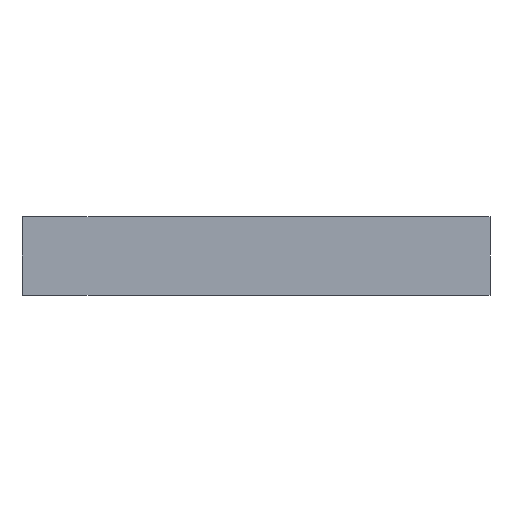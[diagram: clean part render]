
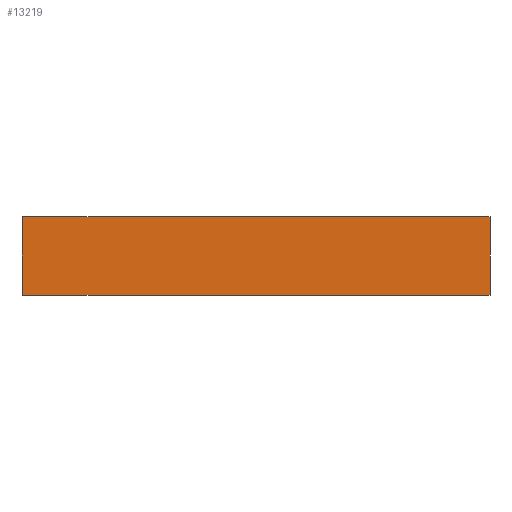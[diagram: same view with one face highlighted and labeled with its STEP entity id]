
A CAD part, front view. The second image highlights one B-rep face of the part: STEP entity #13219.
In plain terms, the highlighted planar face has unit normal (0, -1, 0).
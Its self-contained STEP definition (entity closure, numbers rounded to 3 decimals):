
#11400 = PLANE('',#11401);
#11401 = AXIS2_PLACEMENT_3D('',#11402,#11403,#11404);
#11402 = CARTESIAN_POINT('',(0.,0.,1.6)
  );
#11403 = DIRECTION('',(0.,0.,1.));
#11404 = DIRECTION('',(0.,1.,0.));
#11430 = PLANE('',#11431);
#11431 = AXIS2_PLACEMENT_3D('',#11432,#11433,#11434);
#11432 = CARTESIAN_POINT('',(0.,0.,-1.6
    ));
#11433 = DIRECTION('',(0.,0.,-1.));
#11434 = DIRECTION('',(-1.,0.,0.));
#12245 = EDGE_CURVE('',#12246,#12248,#12250,.T.);
#12246 = VERTEX_POINT('',#12247);
#12247 = CARTESIAN_POINT('',(9.5,-82.5,1.6));
#12248 = VERTEX_POINT('',#12249);
#12249 = CARTESIAN_POINT('',(-9.5,-82.5,1.6));
#12250 = SURFACE_CURVE('',#12251,(#12255,#12262),.PCURVE_S1.);
#12251 = LINE('',#12252,#12253);
#12252 = CARTESIAN_POINT('',(9.5,-82.5,1.6));
#12253 = VECTOR('',#12254,1.);
#12254 = DIRECTION('',(-1.,0.,0.));
#12255 = PCURVE('',#11400,#12256);
#12256 = DEFINITIONAL_REPRESENTATION('',(#12257),#12261);
#12257 = LINE('',#12258,#12259);
#12258 = CARTESIAN_POINT('',(-82.5,-9.5));
#12259 = VECTOR('',#12260,1.);
#12260 = DIRECTION('',(0.,1.));
#12261 = ( GEOMETRIC_REPRESENTATION_CONTEXT(2) 
PARAMETRIC_REPRESENTATION_CONTEXT() REPRESENTATION_CONTEXT('2D SPACE',''
  ) );
#12262 = PCURVE('',#12263,#12268);
#12263 = PLANE('',#12264);
#12264 = AXIS2_PLACEMENT_3D('',#12265,#12266,#12267);
#12265 = CARTESIAN_POINT('',(0.,-82.5,0.));
#12266 = DIRECTION('',(0.,-1.,0.));
#12267 = DIRECTION('',(0.,0.,-1.));
#12268 = DEFINITIONAL_REPRESENTATION('',(#12269),#12273);
#12269 = LINE('',#12270,#12271);
#12270 = CARTESIAN_POINT('',(-1.6,9.5));
#12271 = VECTOR('',#12272,1.);
#12272 = DIRECTION('',(0.,-1.));
#12273 = ( GEOMETRIC_REPRESENTATION_CONTEXT(2) 
PARAMETRIC_REPRESENTATION_CONTEXT() REPRESENTATION_CONTEXT('2D SPACE',''
  ) );
#12291 = PLANE('',#12292);
#12292 = AXIS2_PLACEMENT_3D('',#12293,#12294,#12295);
#12293 = CARTESIAN_POINT('',(9.5,-70.,0.));
#12294 = DIRECTION('',(1.,0.,0.));
#12295 = DIRECTION('',(0.,0.,1.));
#12557 = PLANE('',#12558);
#12558 = AXIS2_PLACEMENT_3D('',#12559,#12560,#12561);
#12559 = CARTESIAN_POINT('',(-9.5,-70.,0.));
#12560 = DIRECTION('',(-1.,0.,0.));
#12561 = DIRECTION('',(0.,0.,-1.));
#12621 = EDGE_CURVE('',#12622,#12624,#12626,.T.);
#12622 = VERTEX_POINT('',#12623);
#12623 = CARTESIAN_POINT('',(-9.5,-82.5,-1.6));
#12624 = VERTEX_POINT('',#12625);
#12625 = CARTESIAN_POINT('',(9.5,-82.5,-1.6));
#12626 = SURFACE_CURVE('',#12627,(#12631,#12638),.PCURVE_S1.);
#12627 = LINE('',#12628,#12629);
#12628 = CARTESIAN_POINT('',(-9.5,-82.5,-1.6));
#12629 = VECTOR('',#12630,1.);
#12630 = DIRECTION('',(1.,-0.,0.));
#12631 = PCURVE('',#11430,#12632);
#12632 = DEFINITIONAL_REPRESENTATION('',(#12633),#12637);
#12633 = LINE('',#12634,#12635);
#12634 = CARTESIAN_POINT('',(9.5,-82.5));
#12635 = VECTOR('',#12636,1.);
#12636 = DIRECTION('',(-1.,0.));
#12637 = ( GEOMETRIC_REPRESENTATION_CONTEXT(2) 
PARAMETRIC_REPRESENTATION_CONTEXT() REPRESENTATION_CONTEXT('2D SPACE',''
  ) );
#12638 = PCURVE('',#12263,#12639);
#12639 = DEFINITIONAL_REPRESENTATION('',(#12640),#12644);
#12640 = LINE('',#12641,#12642);
#12641 = CARTESIAN_POINT('',(1.6,-9.5));
#12642 = VECTOR('',#12643,1.);
#12643 = DIRECTION('',(0.,1.));
#12644 = ( GEOMETRIC_REPRESENTATION_CONTEXT(2) 
PARAMETRIC_REPRESENTATION_CONTEXT() REPRESENTATION_CONTEXT('2D SPACE',''
  ) );
#13219 = ADVANCED_FACE('',(#13220),#12263,.T.);
#13220 = FACE_BOUND('',#13221,.T.);
#13221 = EDGE_LOOP('',(#13222,#13223,#13244,#13245));
#13222 = ORIENTED_EDGE('',*,*,#12621,.T.);
#13223 = ORIENTED_EDGE('',*,*,#13224,.F.);
#13224 = EDGE_CURVE('',#12246,#12624,#13225,.T.);
#13225 = SURFACE_CURVE('',#13226,(#13230,#13237),.PCURVE_S1.);
#13226 = LINE('',#13227,#13228);
#13227 = CARTESIAN_POINT('',(9.5,-82.5,1.6));
#13228 = VECTOR('',#13229,1.);
#13229 = DIRECTION('',(0.,0.,-1.));
#13230 = PCURVE('',#12263,#13231);
#13231 = DEFINITIONAL_REPRESENTATION('',(#13232),#13236);
#13232 = LINE('',#13233,#13234);
#13233 = CARTESIAN_POINT('',(-1.6,9.5));
#13234 = VECTOR('',#13235,1.);
#13235 = DIRECTION('',(1.,0.));
#13236 = ( GEOMETRIC_REPRESENTATION_CONTEXT(2) 
PARAMETRIC_REPRESENTATION_CONTEXT() REPRESENTATION_CONTEXT('2D SPACE',''
  ) );
#13237 = PCURVE('',#12291,#13238);
#13238 = DEFINITIONAL_REPRESENTATION('',(#13239),#13243);
#13239 = LINE('',#13240,#13241);
#13240 = CARTESIAN_POINT('',(1.6,12.5));
#13241 = VECTOR('',#13242,1.);
#13242 = DIRECTION('',(-1.,0.));
#13243 = ( GEOMETRIC_REPRESENTATION_CONTEXT(2) 
PARAMETRIC_REPRESENTATION_CONTEXT() REPRESENTATION_CONTEXT('2D SPACE',''
  ) );
#13244 = ORIENTED_EDGE('',*,*,#12245,.T.);
#13245 = ORIENTED_EDGE('',*,*,#13246,.T.);
#13246 = EDGE_CURVE('',#12248,#12622,#13247,.T.);
#13247 = SURFACE_CURVE('',#13248,(#13252,#13259),.PCURVE_S1.);
#13248 = LINE('',#13249,#13250);
#13249 = CARTESIAN_POINT('',(-9.5,-82.5,1.6));
#13250 = VECTOR('',#13251,1.);
#13251 = DIRECTION('',(0.,0.,-1.));
#13252 = PCURVE('',#12263,#13253);
#13253 = DEFINITIONAL_REPRESENTATION('',(#13254),#13258);
#13254 = LINE('',#13255,#13256);
#13255 = CARTESIAN_POINT('',(-1.6,-9.5));
#13256 = VECTOR('',#13257,1.);
#13257 = DIRECTION('',(1.,0.));
#13258 = ( GEOMETRIC_REPRESENTATION_CONTEXT(2) 
PARAMETRIC_REPRESENTATION_CONTEXT() REPRESENTATION_CONTEXT('2D SPACE',''
  ) );
#13259 = PCURVE('',#12557,#13260);
#13260 = DEFINITIONAL_REPRESENTATION('',(#13261),#13265);
#13261 = LINE('',#13262,#13263);
#13262 = CARTESIAN_POINT('',(-1.6,12.5));
#13263 = VECTOR('',#13264,1.);
#13264 = DIRECTION('',(1.,0.));
#13265 = ( GEOMETRIC_REPRESENTATION_CONTEXT(2) 
PARAMETRIC_REPRESENTATION_CONTEXT() REPRESENTATION_CONTEXT('2D SPACE',''
  ) );
